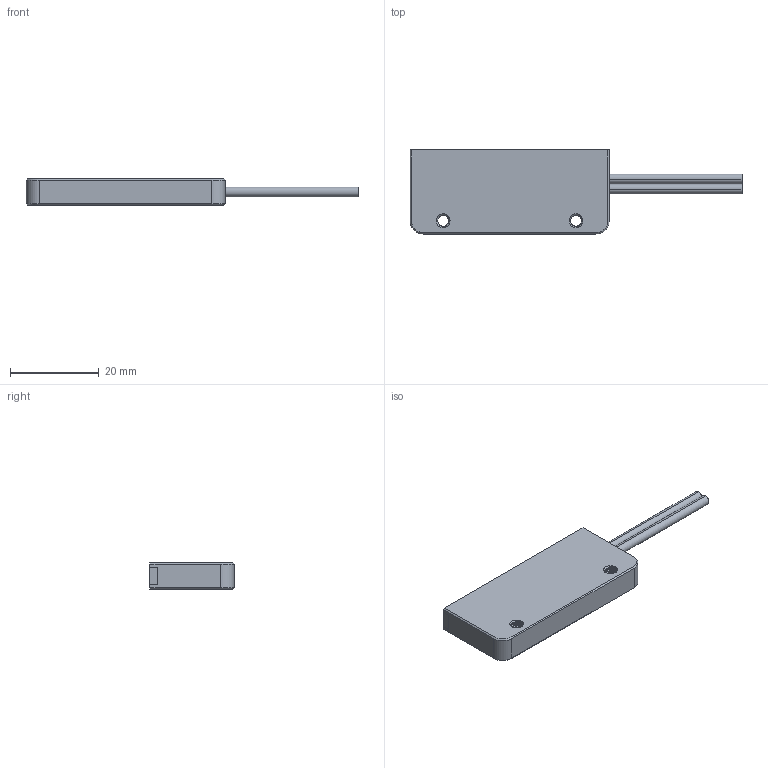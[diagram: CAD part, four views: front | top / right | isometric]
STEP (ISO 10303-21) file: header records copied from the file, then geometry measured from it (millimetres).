
FILE_DESCRIPTION((''),'2;1');
FILE_NAME('PR40QL','2022-09-09T18:27:51',('Designer'),(''),'CREO PARAMETRIC BY PTC INC, 2022014','CREO PARAMETRIC BY PTC INC, 2022014','');
FILE_SCHEMA(('CONFIG_CONTROL_DESIGN'));
Length unit declared in the file: millimetre
Products named in the file (1): PR40QL
Bounding box: 75 x 19 x 6 mm (x, y, z)
Volume: 5243.9 mm3; surface area: 3665.1 mm2
Topology: 2 solids, 2 shells, 162 faces, 456 edges, 300 vertices
Faces by surface type: cylinder 114, plane 24, cone 12, bspline 12
Entity records: 8689 total; most frequent: CARTESIAN_POINT 4441, ORIENTED_EDGE 912, DIRECTION 798, EDGE_CURVE 456, AXIS2_PLACEMENT_3D 308, VERTEX_POINT 300, EDGE_LOOP 232, VECTOR 182
